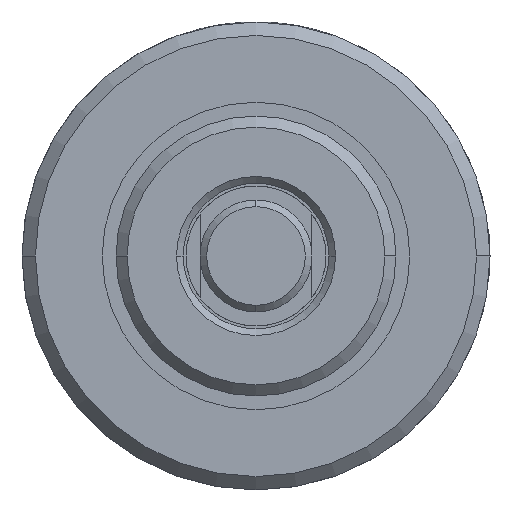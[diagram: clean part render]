
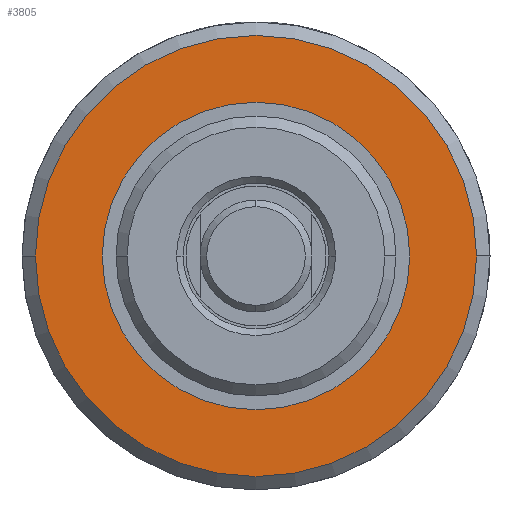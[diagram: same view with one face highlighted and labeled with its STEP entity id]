
A CAD part, left-side view. The second image highlights one B-rep face of the part: STEP entity #3805.
In plain terms, the highlighted planar face has unit normal (-1, 0, 0).
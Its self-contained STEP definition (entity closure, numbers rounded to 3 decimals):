
#32 = CIRCLE ( 'NONE', #478, 17.437 ) ;
#67 = PLANE ( 'NONE',  #1462 ) ;
#197 = CARTESIAN_POINT ( 'NONE',  ( 20.574, 0., 0. ) ) ;
#211 = VERTEX_POINT ( 'NONE', #4488 ) ;
#478 = AXIS2_PLACEMENT_3D ( 'NONE', #3368, #4527, #764 ) ;
#497 = EDGE_CURVE ( 'NONE', #211, #3348, #4330, .T. ) ;
#764 = DIRECTION ( 'NONE',  ( 0., 0., -1. ) ) ;
#1087 = DIRECTION ( 'NONE',  ( 1., 0., 0. ) ) ;
#1137 = ORIENTED_EDGE ( 'NONE', *, *, #497, .F. ) ;
#1394 = AXIS2_PLACEMENT_3D ( 'NONE', #4291, #3542, #4767 ) ;
#1417 = ORIENTED_EDGE ( 'NONE', *, *, #4398, .F. ) ;
#1462 = AXIS2_PLACEMENT_3D ( 'NONE', #3003, #3032, #5126 ) ;
#1552 = AXIS2_PLACEMENT_3D ( 'NONE', #197, #1087, #5256 ) ;
#1694 = DIRECTION ( 'NONE',  ( 1., 0., 0. ) ) ;
#1733 = VERTEX_POINT ( 'NONE', #2384 ) ;
#2127 = EDGE_LOOP ( 'NONE', ( #2623, #4992 ) ) ;
#2183 = AXIS2_PLACEMENT_3D ( 'NONE', #2823, #1694, #5393 ) ;
#2384 = CARTESIAN_POINT ( 'NONE',  ( 20.574, 0., -17.437 ) ) ;
#2623 = ORIENTED_EDGE ( 'NONE', *, *, #4111, .T. ) ;
#2639 = FACE_BOUND ( 'NONE', #2127, .T. ) ;
#2823 = CARTESIAN_POINT ( 'NONE',  ( 20.574, 0., 0. ) ) ;
#3003 = CARTESIAN_POINT ( 'NONE',  ( 20.574, 0., 0. ) ) ;
#3032 = DIRECTION ( 'NONE',  ( 1., 0., 0. ) ) ;
#3246 = CIRCLE ( 'NONE', #1552, 25.019 ) ;
#3348 = VERTEX_POINT ( 'NONE', #4314 ) ;
#3368 = CARTESIAN_POINT ( 'NONE',  ( 20.574, 0., 0. ) ) ;
#3410 = CARTESIAN_POINT ( 'NONE',  ( 20.574, 0., 17.437 ) ) ;
#3504 = FACE_OUTER_BOUND ( 'NONE', #4592, .T. ) ;
#3542 = DIRECTION ( 'NONE',  ( 1., 0., 0. ) ) ;
#3805 = ADVANCED_FACE ( 'NONE', ( #3504, #2639 ), #67, .F. ) ;
#4111 = EDGE_CURVE ( 'NONE', #1733, #5344, #4233, .T. ) ;
#4233 = CIRCLE ( 'NONE', #2183, 17.437 ) ;
#4291 = CARTESIAN_POINT ( 'NONE',  ( 20.574, 0., 0. ) ) ;
#4314 = CARTESIAN_POINT ( 'NONE',  ( 20.574, 0., 25.019 ) ) ;
#4330 = CIRCLE ( 'NONE', #1394, 25.019 ) ;
#4398 = EDGE_CURVE ( 'NONE', #3348, #211, #3246, .T. ) ;
#4488 = CARTESIAN_POINT ( 'NONE',  ( 20.574, 0., -25.019 ) ) ;
#4527 = DIRECTION ( 'NONE',  ( 1., 0., 0. ) ) ;
#4592 = EDGE_LOOP ( 'NONE', ( #1417, #1137 ) ) ;
#4767 = DIRECTION ( 'NONE',  ( 0., 0., -1. ) ) ;
#4918 = EDGE_CURVE ( 'NONE', #5344, #1733, #32, .T. ) ;
#4992 = ORIENTED_EDGE ( 'NONE', *, *, #4918, .T. ) ;
#5126 = DIRECTION ( 'NONE',  ( 0., 0., -1. ) ) ;
#5256 = DIRECTION ( 'NONE',  ( 0., 0., -1. ) ) ;
#5344 = VERTEX_POINT ( 'NONE', #3410 ) ;
#5393 = DIRECTION ( 'NONE',  ( 0., 0., -1. ) ) ;
